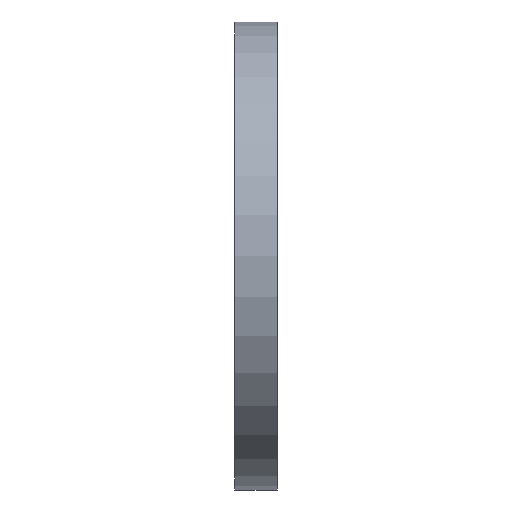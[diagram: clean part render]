
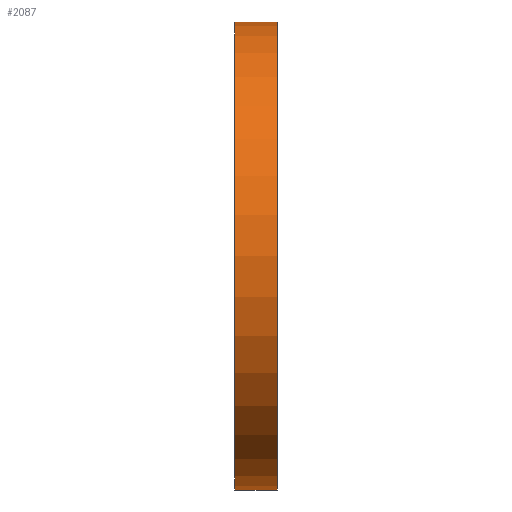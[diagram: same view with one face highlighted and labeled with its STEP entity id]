
A CAD part, front view. The second image highlights one B-rep face of the part: STEP entity #2087.
In plain terms, the highlighted cylindrical face has radius 25 mm (diameter 50 mm), a partial arc.
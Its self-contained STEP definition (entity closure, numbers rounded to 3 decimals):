
#44 = LINE ( 'NONE', #8152, #8474 ) ;
#157 = DIRECTION ( 'NONE',  ( -1., 0., 0. ) ) ;
#262 = CARTESIAN_POINT ( 'NONE',  ( -10., 0., -25. ) ) ;
#607 = VERTEX_POINT ( 'NONE', #1575 ) ;
#667 = EDGE_CURVE ( 'NONE', #9587, #2652, #44, .T. ) ;
#888 = ORIENTED_EDGE ( 'NONE', *, *, #10827, .F. ) ;
#1215 = CYLINDRICAL_SURFACE ( 'NONE', #10571, 25. ) ;
#1575 = CARTESIAN_POINT ( 'NONE',  ( 0., 0., -25. ) ) ;
#2087 = ADVANCED_FACE ( 'NONE', ( #3816 ), #1215, .T. ) ;
#2240 = DIRECTION ( 'NONE',  ( -1., 0., 0. ) ) ;
#2266 = CARTESIAN_POINT ( 'NONE',  ( 0., 0., 0. ) ) ;
#2652 = VERTEX_POINT ( 'NONE', #10818 ) ;
#3013 = DIRECTION ( 'NONE',  ( -1., 0., 0. ) ) ;
#3041 = CIRCLE ( 'NONE', #10955, 25. ) ;
#3261 = EDGE_CURVE ( 'NONE', #7203, #9587, #3041, .T. ) ;
#3668 = CARTESIAN_POINT ( 'NONE',  ( 4.5, 0., -25. ) ) ;
#3675 = VECTOR ( 'NONE', #9032, 1000. ) ;
#3816 = FACE_OUTER_BOUND ( 'NONE', #4827, .T. ) ;
#4032 = DIRECTION ( 'NONE',  ( -1., 0., 0. ) ) ;
#4168 = EDGE_CURVE ( 'NONE', #7203, #607, #4617, .T. ) ;
#4617 = LINE ( 'NONE', #262, #3675 ) ;
#4827 = EDGE_LOOP ( 'NONE', ( #10109, #8003, #9508, #888 ) ) ;
#5440 = DIRECTION ( 'NONE',  ( 0., 0., 1. ) ) ;
#5554 = CARTESIAN_POINT ( 'NONE',  ( 4.5, 0., 25. ) ) ;
#5744 = DIRECTION ( 'NONE',  ( 0., 0., 1. ) ) ;
#5818 = DIRECTION ( 'NONE',  ( 0., 0., 1. ) ) ;
#7203 = VERTEX_POINT ( 'NONE', #3668 ) ;
#8003 = ORIENTED_EDGE ( 'NONE', *, *, #3261, .T. ) ;
#8059 = CARTESIAN_POINT ( 'NONE',  ( -10., 0., 0. ) ) ;
#8152 = CARTESIAN_POINT ( 'NONE',  ( -10., 0., 25. ) ) ;
#8474 = VECTOR ( 'NONE', #3013, 1000. ) ;
#8957 = AXIS2_PLACEMENT_3D ( 'NONE', #2266, #4032, #5818 ) ;
#9032 = DIRECTION ( 'NONE',  ( -1., 0., 0. ) ) ;
#9177 = CIRCLE ( 'NONE', #8957, 25. ) ;
#9240 = CARTESIAN_POINT ( 'NONE',  ( 4.5, 0., 0. ) ) ;
#9508 = ORIENTED_EDGE ( 'NONE', *, *, #667, .T. ) ;
#9587 = VERTEX_POINT ( 'NONE', #5554 ) ;
#10109 = ORIENTED_EDGE ( 'NONE', *, *, #4168, .F. ) ;
#10571 = AXIS2_PLACEMENT_3D ( 'NONE', #8059, #157, #5440 ) ;
#10818 = CARTESIAN_POINT ( 'NONE',  ( 0., 0., 25. ) ) ;
#10827 = EDGE_CURVE ( 'NONE', #607, #2652, #9177, .T. ) ;
#10955 = AXIS2_PLACEMENT_3D ( 'NONE', #9240, #2240, #5744 ) ;
